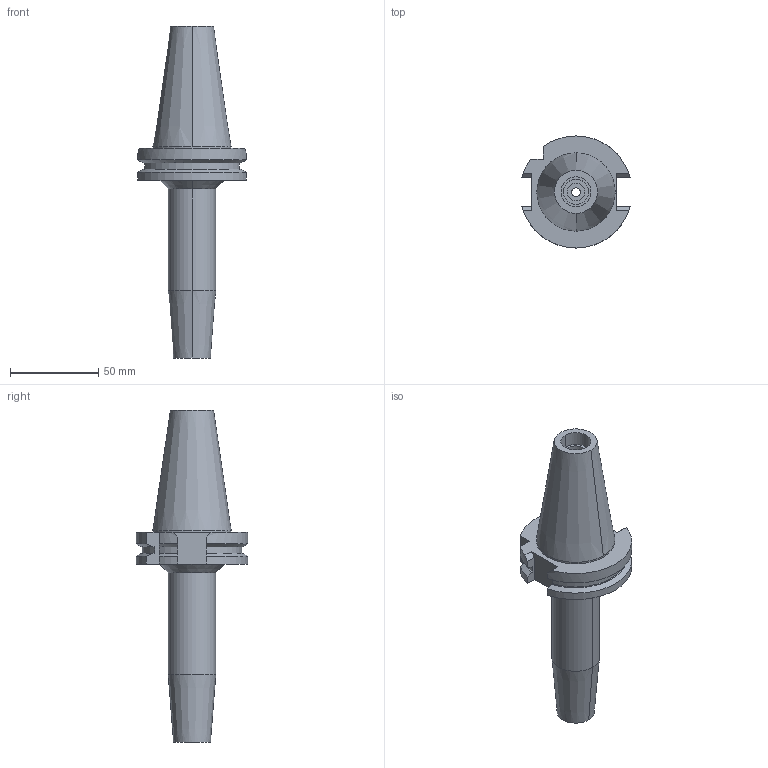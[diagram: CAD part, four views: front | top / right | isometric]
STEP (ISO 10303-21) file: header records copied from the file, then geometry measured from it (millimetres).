
FILE_DESCRIPTION((''),'2;1');
FILE_NAME('BDV40-SRC8D-120','2024-05-02T',('ykawabe'),(''),'CREO PARAMETRIC BY PTC INC, 2016380','CREO PARAMETRIC BY PTC INC, 2016380','');
FILE_SCHEMA(('AUTOMOTIVE_DESIGN { 1 0 10303 214 1 1 1 1 }'));
Length unit declared in the file: millimetre
Products named in the file (1): BDV40-SRC8D-120
Bounding box: 61.48 x 63.55 x 188.4 mm (x, y, z)
Volume: 151424.4 mm3; surface area: 31299.6 mm2
Topology: 1 solids, 1 shells, 63 faces, 173 edges, 118 vertices
Faces by surface type: plane 26, cylinder 25, cone 12
Entity records: 2825 total; most frequent: CARTESIAN_POINT 421, DIRECTION 369, ORIENTED_EDGE 346, PRESENTATION_STYLE_ASSIGNMENT 178, STYLED_ITEM 178, CURVE_STYLE 177, EDGE_CURVE 173, AXIS2_PLACEMENT_3D 144
